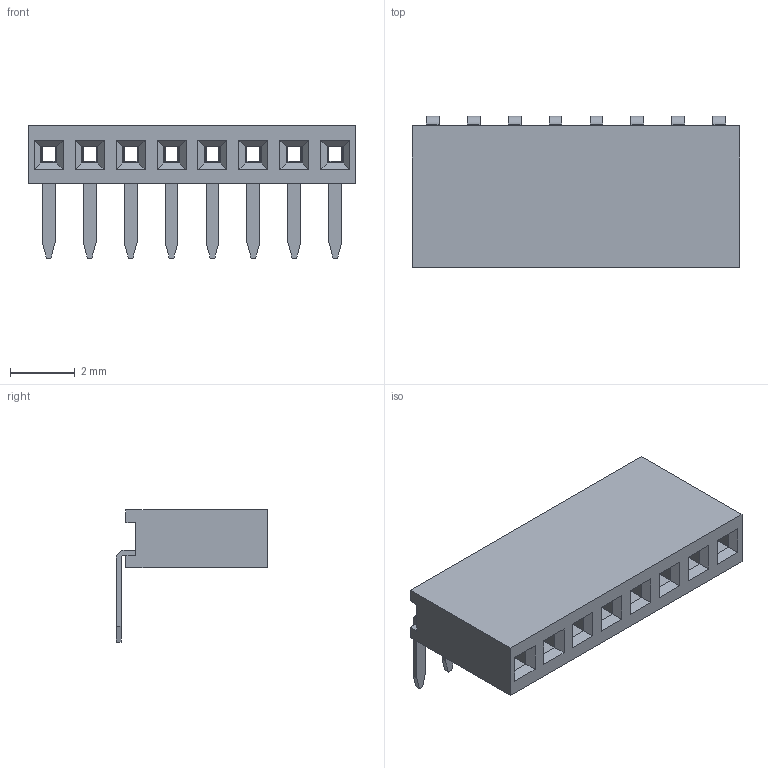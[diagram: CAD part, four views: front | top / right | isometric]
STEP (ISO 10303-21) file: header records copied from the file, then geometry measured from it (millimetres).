
FILE_DESCRIPTION(('STEP AP214'), '1');
FILE_NAME('PBS1.27-R', '', ('UNSPECIFIED'), ('UNSPECIFIED'), 'ASCON STEP Converter 1.6', 'ASCON Math Kernel', '');
FILE_SCHEMA(('AUTOMOTIVE_DESIGN { 1 0 10303 214 3 1 1}'));
Length unit declared in the file: millimetre
Bounding box: 10.16 x 4.7 x 4.1 mm (x, y, z)
Volume: 57.8 mm3; surface area: 417.4 mm2
Topology: 9 solids, 9 shells, 482 faces, 1296 edges, 832 vertices
Faces by surface type: plane 410, cylinder 72
Entity records: 18752 total; most frequent: CARTESIAN_POINT 2611, ORIENTED_EDGE 2592, DIRECTION 2406, EDGE_CURVE 1296, LINE 1152, VECTOR 1152, VERTEX_POINT 832, AXIS2_PLACEMENT_3D 627
